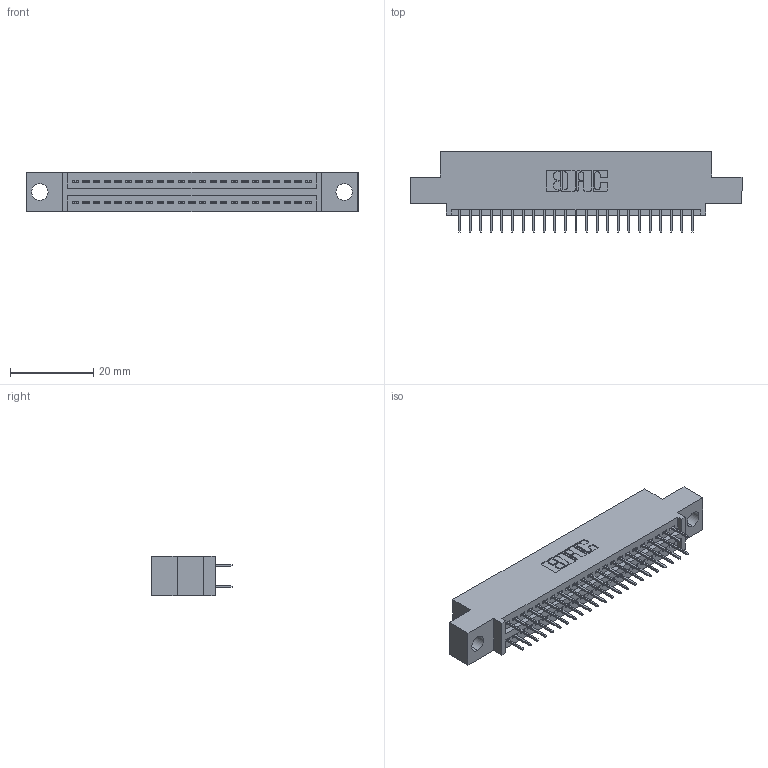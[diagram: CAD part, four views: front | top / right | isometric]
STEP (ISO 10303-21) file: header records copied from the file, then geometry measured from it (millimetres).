
FILE_DESCRIPTION (( 'STEP AP203' ), '1' );
FILE_NAME ('345-046-524-504.STEP', '2018-09-09T22:15:06', ( '' ), ( '' ), 'SwSTEP 2.0', 'SolidWorks 2016', '' );
FILE_SCHEMA (( 'CONFIG_CONTROL_DESIGN' ));
Length unit declared in the file: inch
Products named in the file (3): 345 Part_0.110 Offset - 0.156 Dia-TH; 345-292-001_345-293-124; 345-046-524-504
Assembly tree (47 placements, depth 2):
  345-046-524-504
    345 Part_0.110 Offset - 0.156 Dia-TH
    345-292-001_345-293-124  x46
Bounding box: 79.63 x 19.35 x 9.4 mm (x, y, z)
Volume: 7328 mm3; surface area: 10188.3 mm2
Topology: 47 solids, 47 shells, 2614 faces, 7391 edges, 4742 vertices
Faces by surface type: plane 1878, cylinder 736
Entity records: 20813 total; most frequent: CARTESIAN_POINT 3508, ORIENTED_EDGE 3442, DIRECTION 3117, EDGE_CURVE 1721, LINE 1501, VECTOR 1501, VERTEX_POINT 1142, AXIS2_PLACEMENT_3D 808
